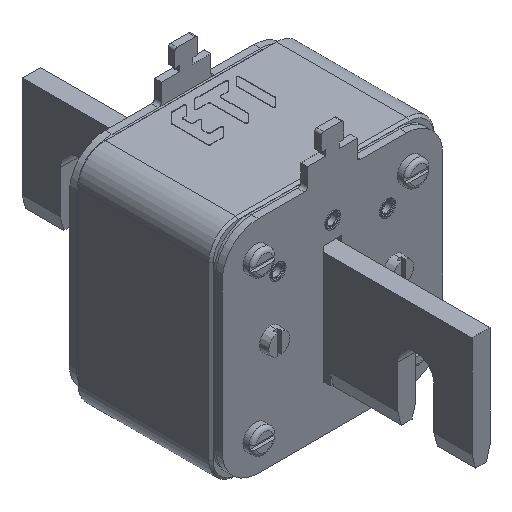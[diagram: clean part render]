
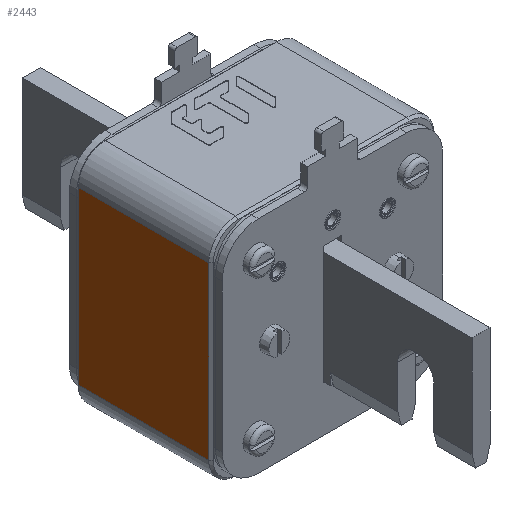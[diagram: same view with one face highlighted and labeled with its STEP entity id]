
A CAD part, isometric view. The second image highlights one B-rep face of the part: STEP entity #2443.
In plain terms, the highlighted face is planar.
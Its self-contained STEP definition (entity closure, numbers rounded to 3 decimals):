
#685=DIRECTION('',(0.,1.,0.));
#686=VECTOR('',#685,58.);
#687=CARTESIAN_POINT('',(50.,-29.,-38.));
#688=LINE('',#687,#686);
#700=DIRECTION('',(0.,0.,1.));
#701=VECTOR('',#700,76.);
#702=CARTESIAN_POINT('',(50.,-29.,-38.));
#703=LINE('',#702,#701);
#707=DIRECTION('',(0.,1.,0.));
#708=VECTOR('',#707,58.);
#709=CARTESIAN_POINT('',(50.,-29.,38.));
#710=LINE('',#709,#708);
#714=DIRECTION('',(0.,0.,-1.));
#715=VECTOR('',#714,76.);
#716=CARTESIAN_POINT('',(50.,29.,38.));
#717=LINE('',#716,#715);
#1785=CARTESIAN_POINT('',(50.,-29.,-38.));
#1787=VERTEX_POINT('',#1785);
#1790=CARTESIAN_POINT('',(50.,-29.,38.));
#1791=VERTEX_POINT('',#1790);
#1834=CARTESIAN_POINT('',(50.,29.,38.));
#1835=VERTEX_POINT('',#1834);
#1838=CARTESIAN_POINT('',(50.,29.,-38.));
#1839=VERTEX_POINT('',#1838);
#2430=CARTESIAN_POINT('',(50.,-30.,38.));
#2431=DIRECTION('',(1.,0.,0.));
#2432=DIRECTION('',(0.,0.,-1.));
#2433=AXIS2_PLACEMENT_3D('',#2430,#2431,#2432);
#2434=PLANE('',#2433);
#2435=ORIENTED_EDGE('',*,*,#2147,.T.);
#2437=ORIENTED_EDGE('',*,*,#2436,.T.);
#2439=ORIENTED_EDGE('',*,*,#2438,.T.);
#2440=ORIENTED_EDGE('',*,*,#2415,.F.);
#2441=EDGE_LOOP('',(#2435,#2437,#2439,#2440));
#2442=FACE_OUTER_BOUND('',#2441,.F.);
#2147=EDGE_CURVE('',#1787,#1791,#703,.T.);
#2415=EDGE_CURVE('',#1787,#1839,#688,.T.);
#2436=EDGE_CURVE('',#1791,#1835,#710,.T.);
#2438=EDGE_CURVE('',#1835,#1839,#717,.T.);
#2443=ADVANCED_FACE('',(#2442),#2434,.T.);
